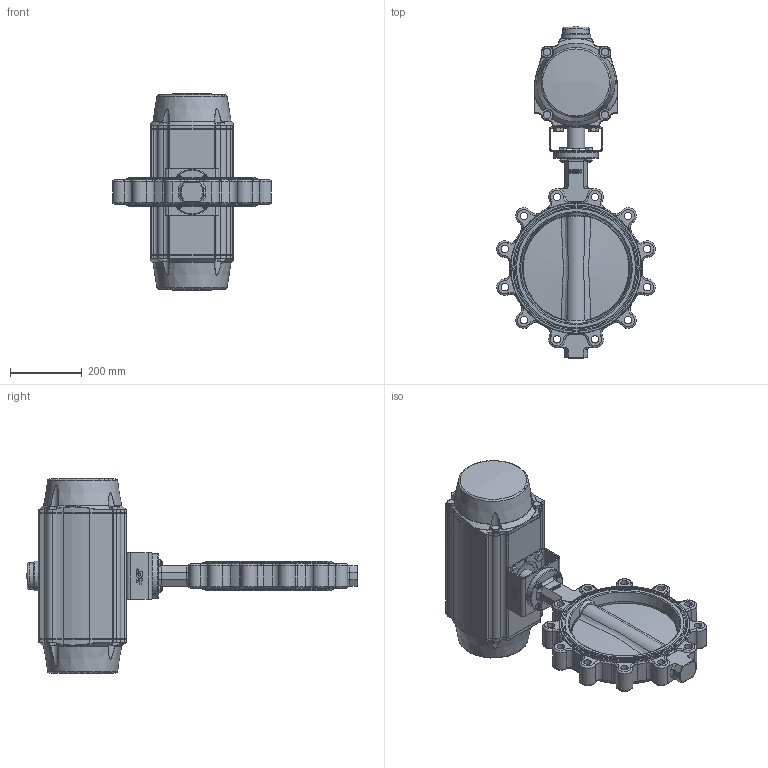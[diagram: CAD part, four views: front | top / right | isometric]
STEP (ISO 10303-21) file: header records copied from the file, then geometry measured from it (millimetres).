
FILE_DESCRIPTION(/* description */ ('Unknown','CAx-IF Rec.Pracs.---Representation and Presentation of Product Manufacturing Information (PMI)---4.0---2014-10-13','CAx-IF Rec.Pracs.---3D Tessellated Geometry---0.4---2014-09-14','2;1'),/* implementation_level */ '2;1');
FILE_NAME(/* name */ 'FR08 5200_5210_5220-17',/* time_stamp */ '2023-11-06T09:51:05+01:00',/* author */ ('Unknown'),/* organization */ ('Unknown'),/* preprocessor_version */ 'ST-DEVELOPER v18.102',/* originating_system */ 'Solid Edge',/* authorisation */ 'Unknown');
FILE_SCHEMA (('AP242_MANAGED_MODEL_BASED_3D_ENGINEERING_MIM_LF { 1 0 10303 442 1 1 4 }'));
Products named in the file (18): FR08 5200_5210_5220-17; LUG-DN300; DN300概极; seat; disc; shaft1; shaft2; bushing1; 49899021_Brücke F14-F10 Höhe 70; 49860602_Spindeladapter SW36x25_Tasche SW22x22; DW09_FR08_(DW1277_FR936); KP-200; hexagon head bolts--product grade c gb_GB_FASTENER_BOLT_HHBC M14X60-N; cup head nib bolts with large head gb_GB_FASTENER_BOLT_CHNBW M6X25-N; __________; DIN 933 M10x35 A2-70 BLK_EDST; WUERTH 032210 15 hexagonal nut DIN 934  M10 A2 BLK_EDST; M16x30
Assembly tree (34 placements, depth 3):
  FR08 5200_5210_5220-17
    LUG-DN300
      DN300概极
      seat
      disc
      shaft1
      shaft2
      bushing1  x2
    49899021_Brücke F14-F10 Höhe 70
    49860602_Spindeladapter SW36x25_Tasche SW22x22
    DW09_FR08_(DW1277_FR936)
      KP-200
      hexagon head bolts--product grade c gb_GB_FASTENER_BOLT_HHBC M14X60-N  x8
      cup head nib bolts with large head gb_GB_FASTENER_BOLT_CHNBW M6X25-N
      __________
    DIN 933 M10x35 A2-70 BLK_EDST  x4
    WUERTH 032210 15 hexagonal nut DIN 934  M10 A2 BLK_EDST  x4
    M16x30  x4
Bounding box: 442.03 x 923.9 x 547.1 mm (x, y, z)
Volume: 30758438.8 mm3; surface area: 1721646.1 mm2
Topology: 32 solids, 32 shells, 1792 faces, 4332 edges, 2678 vertices
Faces by surface type: plane 724, cylinder 365, bspline 292, torus 211, cone 197, sphere 3
Full cylindrical faces by diameter (mm): 4.2 x12, 4.66 x1, 5 x1, 6 x1, 6.2 x1, 6.8 x1, 8.376 x4, 10 x4, 11 x4, 11.8 x2, 12 x12, 14 x12, 16 x4, 17 x8, 21 x12, 22 x1, 27.5 x1, 31.6 x5, 31.8 x1, 31.9 x2, 38.1 x4, 38.15 x2, 45 x2, 48 x1, 50 x1, 51.8 x1, 56.5 x1, 58.7 x1, 69 x1, 70 x1
Entity records: 56298 total; most frequent: CARTESIAN_POINT 22354, ORIENTED_EDGE 6768, DIRECTION 6549, EDGE_CURVE 3384, AXIS2_PLACEMENT_3D 2600, VERTEX_POINT 2205, FACE_BOUND 1833, EDGE_LOOP 1804
